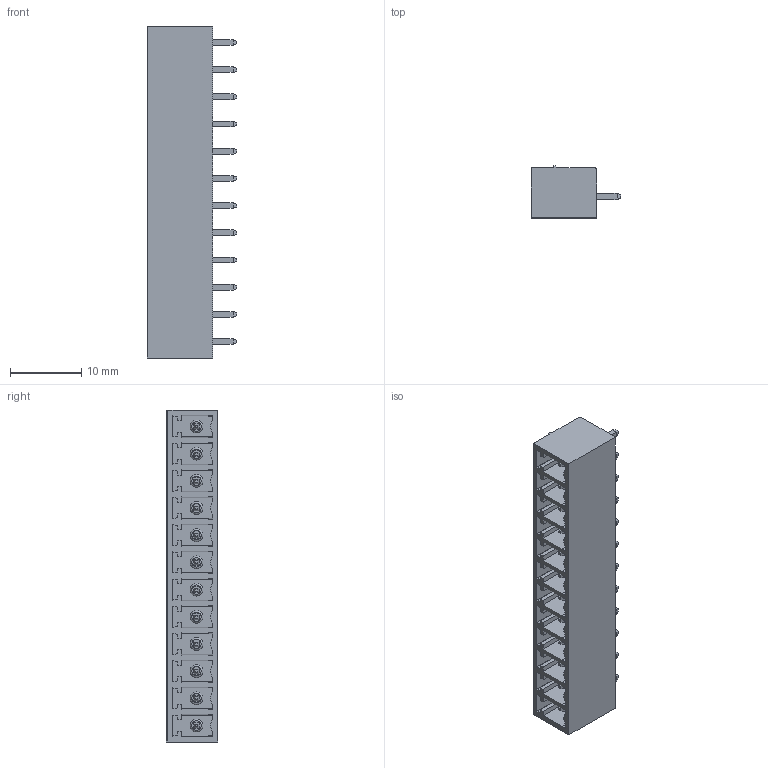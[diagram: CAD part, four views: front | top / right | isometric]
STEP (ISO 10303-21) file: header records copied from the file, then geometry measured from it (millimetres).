
FILE_DESCRIPTION( ( 'STEP AP203' ), '1' );
FILE_NAME( 'PV12-3.81-V-P.stp', ' ', ( ' ' ), ( ' ' ), 'PSStep 15.0.49', 'VISI 20.0', ' ' );
FILE_SCHEMA( ( 'AUTOMOTIVE_DESIGN { 1 0 10303 214 1 1 1 1 }' ) );
Length unit declared in the file: millimetre
Products named in the file (1): 1
Bounding box: 12.6 x 7.25 x 46.52 mm (x, y, z)
Volume: 1804.4 mm3; surface area: 3620 mm2
Topology: 1 solids, 1 shells, 515 faces, 1275 edges, 810 vertices
Faces by surface type: plane 478, cylinder 25, torus 12
Full cylindrical faces by diameter (mm): 1.8 x12
Entity records: 18740 total; most frequent: CARTESIAN_POINT 2553, ORIENTED_EDGE 2478, DIRECTION 2333, EDGE_CURVE 1239, LINE 1177, VECTOR 1177, VERTEX_POINT 798, EDGE_LOOP 587
